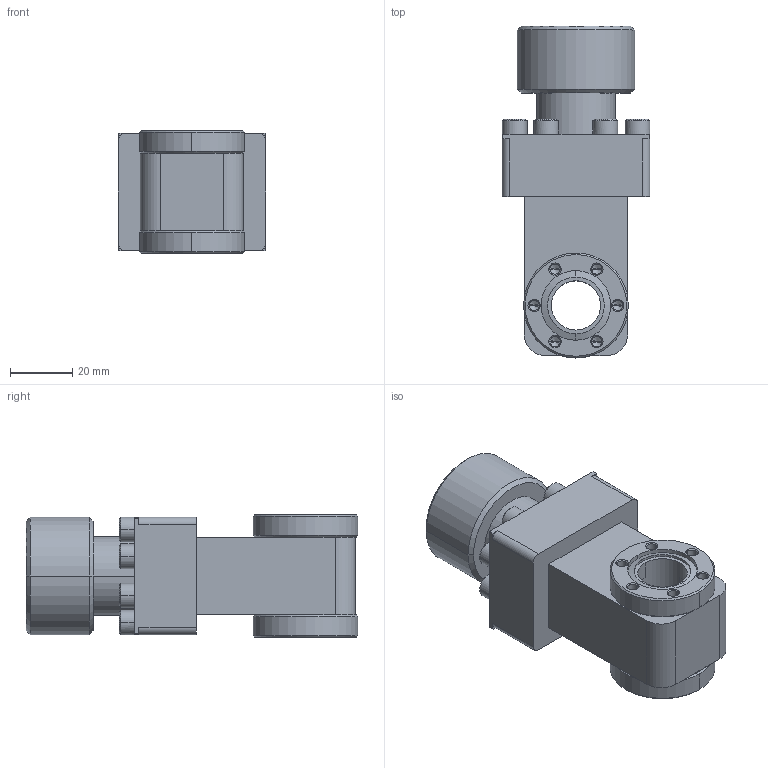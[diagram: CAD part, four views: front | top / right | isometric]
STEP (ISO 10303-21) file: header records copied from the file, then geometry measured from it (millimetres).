
FILE_DESCRIPTION((''),'2;1');
FILE_NAME('11120-0060','2011-04-11T',('matt'),(''),'PRO/ENGINEER BY PARAMETRIC TECHNOLOGY CORPORATION, 2010280','PRO/ENGINEER BY PARAMETRIC TECHNOLOGY CORPORATION, 2010280','');
FILE_SCHEMA(('CONFIG_CONTROL_DESIGN'));
Length unit declared in the file: inch
Products named in the file (1): 11120-0060
Bounding box: 47.66 x 106.98 x 39.52 mm (x, y, z)
Volume: 114643.6 mm3; surface area: 22960.2 mm2
Topology: 1 solids, 1 shells, 241 faces, 580 edges, 344 vertices
Faces by surface type: plane 97, cone 80, cylinder 64
Entity records: 6814 total; most frequent: DIRECTION 1238, CARTESIAN_POINT 1141, ORIENTED_EDGE 1112, EDGE_CURVE 556, AXIS2_PLACEMENT_3D 441, VECTOR 356, LINE 356, VERTEX_POINT 344
